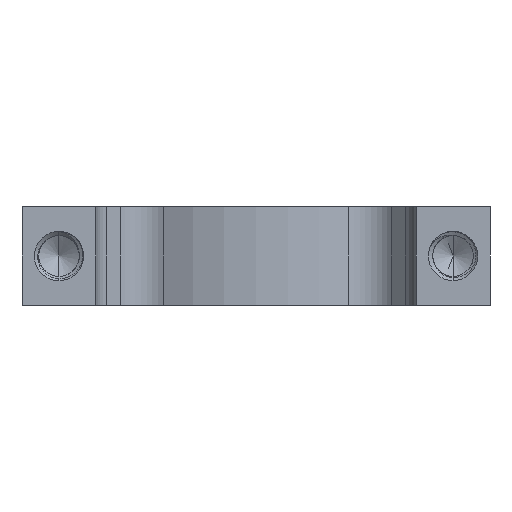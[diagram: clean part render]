
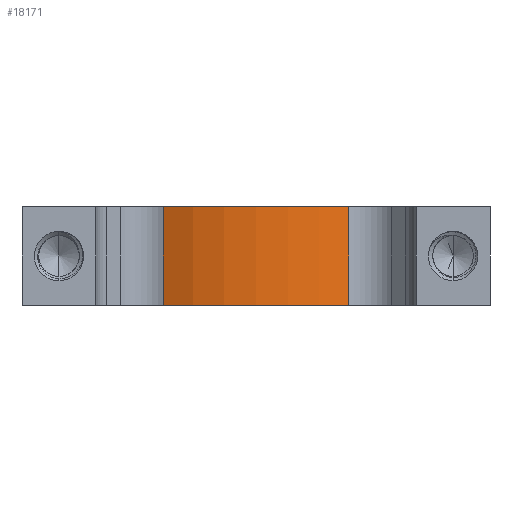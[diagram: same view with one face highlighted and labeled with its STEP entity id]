
A CAD part, front view. The second image highlights one B-rep face of the part: STEP entity #18171.
In plain terms, the highlighted cylindrical face has radius 16.5 mm (diameter 33 mm), a partial arc.
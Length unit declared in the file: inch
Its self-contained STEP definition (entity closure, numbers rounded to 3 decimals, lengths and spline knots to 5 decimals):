
#11 = DIRECTION ( 'NONE',  ( 1., 0., 0. ) ) ;
#917 = CARTESIAN_POINT ( 'NONE',  ( -0.29572, -0.57839, 0.31496 ) ) ;
#1042 = VECTOR ( 'NONE', #11742, 39.37008 ) ;
#1495 = LINE ( 'NONE', #13215, #1042 ) ;
#1605 = EDGE_CURVE ( 'NONE', #6880, #3552, #15496, .T. ) ;
#3401 = DIRECTION ( 'NONE',  ( 0., 0., 1. ) ) ;
#3552 = VERTEX_POINT ( 'NONE', #13090 ) ;
#3776 = DIRECTION ( 'NONE',  ( 0., 0., -1. ) ) ;
#4024 = CARTESIAN_POINT ( 'NONE',  ( -0.29572, -0.57839, 0.31496 ) ) ;
#4066 = ORIENTED_EDGE ( 'NONE', *, *, #6416, .T. ) ;
#4270 = DIRECTION ( 'NONE',  ( 0., 0., -1. ) ) ;
#5437 = CARTESIAN_POINT ( 'NONE',  ( 0., 0., 0.31496 ) ) ;
#5440 = ORIENTED_EDGE ( 'NONE', *, *, #1605, .F. ) ;
#6252 = CIRCLE ( 'NONE', #10320, 0.64961 ) ;
#6416 = EDGE_CURVE ( 'NONE', #9573, #3552, #1495, .T. ) ;
#6738 = LINE ( 'NONE', #917, #15174 ) ;
#6763 = CARTESIAN_POINT ( 'NONE',  ( -0.29572, -0.57839, 0. ) ) ;
#6880 = VERTEX_POINT ( 'NONE', #4024 ) ;
#7022 = CARTESIAN_POINT ( 'NONE',  ( 0., 0., 0.31496 ) ) ;
#7086 = DIRECTION ( 'NONE',  ( 0., 0., 1. ) ) ;
#7619 = CARTESIAN_POINT ( 'NONE',  ( 0.29572, -0.57839, 0. ) ) ;
#7915 = FACE_OUTER_BOUND ( 'NONE', #8121, .T. ) ;
#8121 = EDGE_LOOP ( 'NONE', ( #5440, #18253, #18433, #4066 ) ) ;
#9573 = VERTEX_POINT ( 'NONE', #7619 ) ;
#10320 = AXIS2_PLACEMENT_3D ( 'NONE', #10461, #3401, #17744 ) ;
#10461 = CARTESIAN_POINT ( 'NONE',  ( 0., 0., 0. ) ) ;
#11742 = DIRECTION ( 'NONE',  ( 0., 0., 1. ) ) ;
#11773 = VERTEX_POINT ( 'NONE', #6763 ) ;
#11934 = CYLINDRICAL_SURFACE ( 'NONE', #12580, 0.64961 ) ;
#12580 = AXIS2_PLACEMENT_3D ( 'NONE', #5437, #4270, #16756 ) ;
#12738 = AXIS2_PLACEMENT_3D ( 'NONE', #7022, #7086, #11 ) ;
#13090 = CARTESIAN_POINT ( 'NONE',  ( 0.29572, -0.57839, 0.31496 ) ) ;
#13215 = CARTESIAN_POINT ( 'NONE',  ( 0.29572, -0.57839, 0.31496 ) ) ;
#13802 = EDGE_CURVE ( 'NONE', #6880, #11773, #6738, .T. ) ;
#15174 = VECTOR ( 'NONE', #3776, 39.37008 ) ;
#15496 = CIRCLE ( 'NONE', #12738, 0.64961 ) ;
#16520 = EDGE_CURVE ( 'NONE', #11773, #9573, #6252, .T. ) ;
#16756 = DIRECTION ( 'NONE',  ( -1., 0., 0. ) ) ;
#17744 = DIRECTION ( 'NONE',  ( 1., 0., 0. ) ) ;
#18171 = ADVANCED_FACE ( 'NONE', ( #7915 ), #11934, .T. ) ;
#18253 = ORIENTED_EDGE ( 'NONE', *, *, #13802, .T. ) ;
#18433 = ORIENTED_EDGE ( 'NONE', *, *, #16520, .T. ) ;
